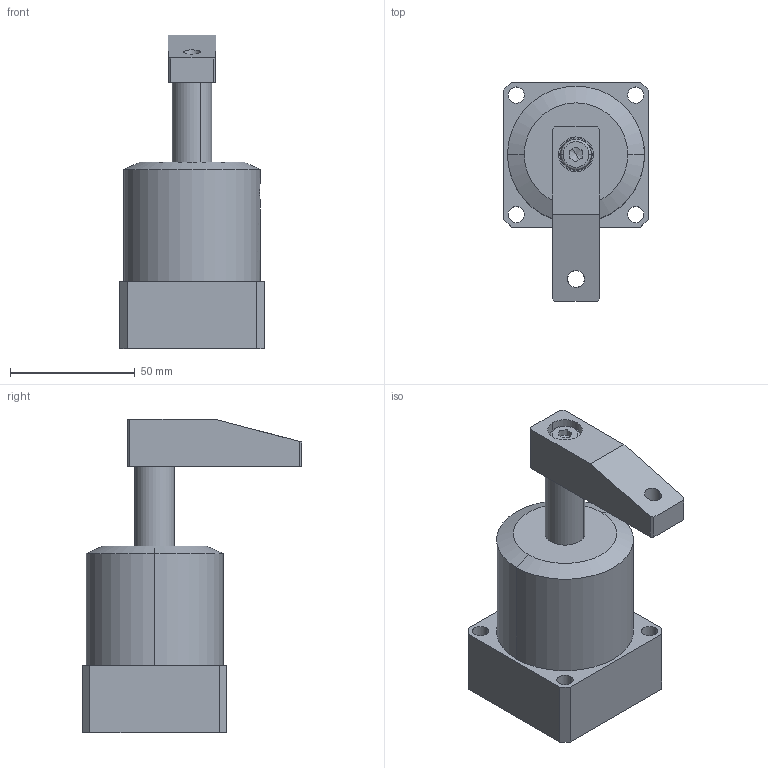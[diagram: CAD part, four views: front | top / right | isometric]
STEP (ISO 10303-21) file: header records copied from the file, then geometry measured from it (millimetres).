
FILE_DESCRIPTION (( 'STEP AP203' ), '1' );
FILE_NAME ('HCAS-40S.STEP', '2019-10-14T08:50:54', ( '微软用户' ), ( '微软中国' ), 'SwSTEP 2.0', 'SolidWorks 2012', '' );
FILE_SCHEMA (( 'CONFIG_CONTROL_DESIGN' ));
Length unit declared in the file: millimetre
Products named in the file (5): HCAS-40S; hex lobular socket head cap screws-4.8 gb_GB_HEXAGON_TYPE21 M8X16-16-C; HCAS-40S活塞杆; HCAS-40S等旋; HCAS-40掛极
Assembly tree (4 placements, depth 2):
  HCAS-40S
    HCAS-40掛极
    HCAS-40S等旋
    HCAS-40S活塞杆
    hex lobular socket head cap screws-4.8 gb_GB_HEXAGON_TYPE21 M8X16-16-C
Bounding box: 58 x 88 x 126 mm (x, y, z)
Volume: 191425.7 mm3; surface area: 45857.2 mm2
Topology: 4 solids, 4 shells, 150 faces, 364 edges, 234 vertices
Faces by surface type: plane 73, cylinder 33, bspline 20, cone 14, torus 10
Entity records: 5804 total; most frequent: CARTESIAN_POINT 1832, ORIENTED_EDGE 720, DIRECTION 692, EDGE_CURVE 360, AXIS2_PLACEMENT_3D 246, VERTEX_POINT 234, LINE 200, VECTOR 200
